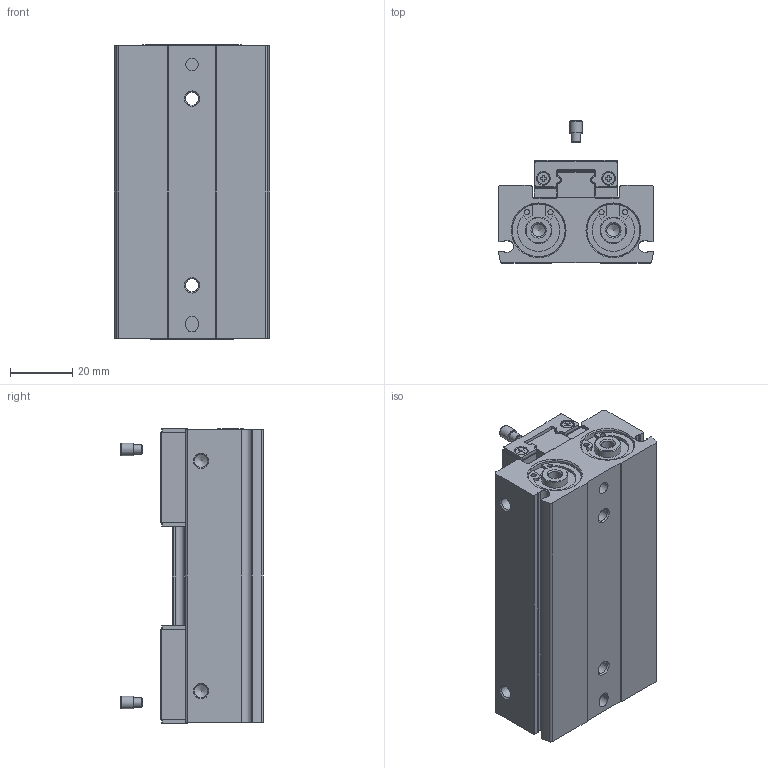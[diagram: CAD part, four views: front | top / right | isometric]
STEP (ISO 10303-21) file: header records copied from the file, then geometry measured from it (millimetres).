
FILE_DESCRIPTION(/* description */ ('STEP AP214'),/* implementation_level */ '2;1');
FILE_NAME(/* name */ '8143243_HPPF-16-32-A',/* time_stamp */ '2024-08-23T09:19:23+02:00',/* author */ ('License CC BY-ND 4.0'),/* organization */ ('CADENAS'),/* preprocessor_version */ 'ST-DEVELOPER v19.3',/* originating_system */ 'PARTsolutions',/* authorisation */ ' ');
FILE_SCHEMA (('AUTOMOTIVE_DESIGN {1 0 10303 214 3 1 1}'));
Length unit declared in the file: millimetre
Products named in the file (5): 8143243 HPPF-16-32-A---(0_high); 8143243 HPPF-16-32-A---(high_h); 8143243 HPPF-16-32-A---(high_g); 8178941 HPPF-7.0X3; ISO-4026 M5x5
Assembly tree (7 placements, depth 2):
  8143243 HPPF-16-32-A---(0_high)
    8143243 HPPF-16-32-A---(high_h)
    8143243 HPPF-16-32-A---(high_g)  x2
    8178941 HPPF-7.0X3  x2
    ISO-4026 M5x5  x2
Bounding box: 50 x 45.8 x 94.8 mm (x, y, z)
Volume: 119510.5 mm3; surface area: 32655.8 mm2
Topology: 7 solids, 7 shells, 664 faces, 1701 edges, 1104 vertices
Faces by surface type: plane 377, cylinder 209, cone 76, torus 2
Full cylindrical faces by diameter (mm): 1.7 x8, 3 x4, 3.242 x8, 3.8 x8, 4 x3, 4.134 x14, 5 x2, 5.5 x2, 6.5 x2, 8 x4, 8.5 x2, 17 x4
Entity records: 12849 total; most frequent: DIRECTION 2238, CARTESIAN_POINT 2191, ORIENTED_EDGE 2004, EDGE_CURVE 1002, AXIS2_PLACEMENT_3D 788, VERTEX_POINT 717, LINE 662, VECTOR 662
